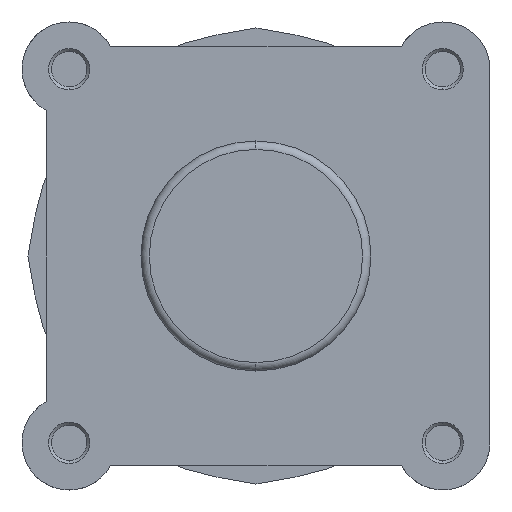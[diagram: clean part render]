
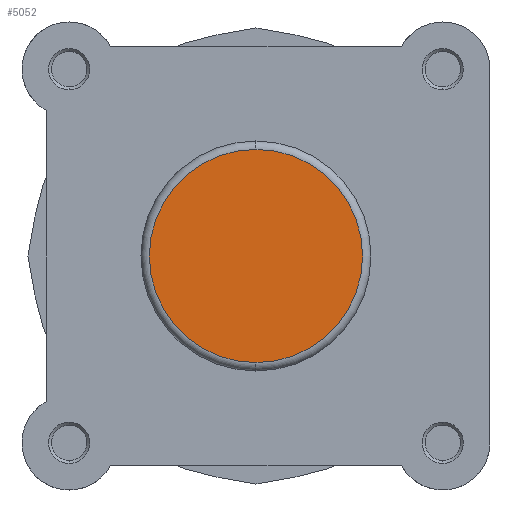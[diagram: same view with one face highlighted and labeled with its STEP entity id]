
A CAD part, left-side view. The second image highlights one B-rep face of the part: STEP entity #5052.
In plain terms, the highlighted planar face has unit normal (-1, 0, 0).
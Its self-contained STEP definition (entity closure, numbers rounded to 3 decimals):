
#286 = EDGE_LOOP ( 'NONE', ( #377, #378 ) ) ;
#377 = ORIENTED_EDGE ( 'NONE', *, *, #6091, .T. ) ;
#378 = ORIENTED_EDGE ( 'NONE', *, *, #1120, .T. ) ;
#1120 = EDGE_CURVE ( 'NONE', #4038, #4115, #5411, .T. ) ;
#1414 = CARTESIAN_POINT ( 'NONE',  ( 0., 0., 0. ) ) ;
#1415 = DIRECTION ( 'NONE',  ( -1., 0., 0. ) ) ;
#1416 = DIRECTION ( 'NONE',  ( 0., 0., -1. ) ) ;
#1680 = CARTESIAN_POINT ( 'NONE',  ( 0., 0., 25.4 ) ) ;
#1738 = CARTESIAN_POINT ( 'NONE',  ( 0., 0., -25.4 ) ) ;
#2689 = CARTESIAN_POINT ( 'NONE',  ( 0., 0., 0. ) ) ;
#2690 = PLANE ( 'NONE',  #4781 ) ;
#2691 = DIRECTION ( 'NONE',  ( 1., 0., 0. ) ) ;
#2692 = DIRECTION ( 'NONE',  ( 0., 0., -1. ) ) ;
#2942 = CARTESIAN_POINT ( 'NONE',  ( 0., 0., 0. ) ) ;
#2951 = DIRECTION ( 'NONE',  ( -1., 0., 0. ) ) ;
#2952 = DIRECTION ( 'NONE',  ( 0., 0., -1. ) ) ;
#3242 = CIRCLE ( 'NONE', #4825, 25.4 ) ;
#4038 = VERTEX_POINT ( 'NONE', #1680 ) ;
#4115 = VERTEX_POINT ( 'NONE', #1738 ) ;
#4523 = AXIS2_PLACEMENT_3D ( 'NONE', #1414, #1415, #1416 ) ;
#4781 = AXIS2_PLACEMENT_3D ( 'NONE', #2689, #2691, #2692 ) ;
#4825 = AXIS2_PLACEMENT_3D ( 'NONE', #2942, #2951, #2952 ) ;
#5052 = ADVANCED_FACE ( 'NONE', ( #5967 ), #2690, .F. ) ;
#5411 = CIRCLE ( 'NONE', #4523, 25.4 ) ;
#5967 = FACE_OUTER_BOUND ( 'NONE', #286, .T. ) ;
#6091 = EDGE_CURVE ( 'NONE', #4115, #4038, #3242, .T. ) ;
